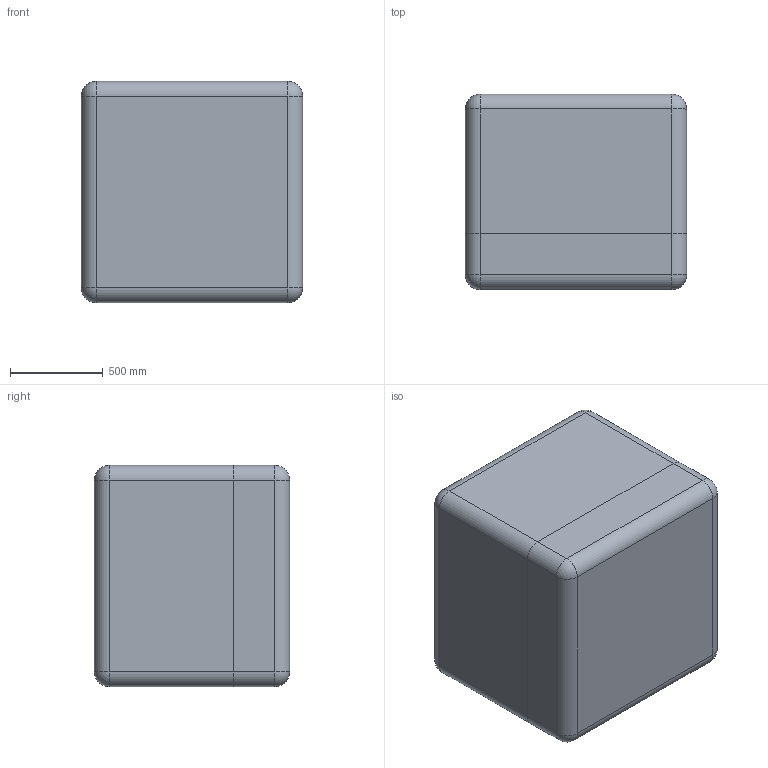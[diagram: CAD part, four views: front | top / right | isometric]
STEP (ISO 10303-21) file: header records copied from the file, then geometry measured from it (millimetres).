
FILE_DESCRIPTION (( 'STEP AP214' ), '1' );
FILE_NAME ('Êîíòåéíåð ÀÄÌÈÐÀË®ÏÐÎÔÅÑÑÈÎÍÀËÜÍÛÅ 271_óïðîùåííàÿ 3D-ìîäåëü.STEP', '2025-09-15T09:35:58', ( '' ), ( '' ), 'SwSTEP 2.0', 'SolidWorks 2021', '' );
FILE_SCHEMA (( 'AUTOMOTIVE_DESIGN' ));
Length unit declared in the file: millimetre
Products named in the file (3): Êîíòåéíåð ÀÄÌÈÐÀË®ÏÐÎÔÅÑÑÈÎÍÀËÜÍÛÅ 271_óïðîùåííàÿ 3D-ìîäåëü; Base_271(óïð); Lid_271(Óïð)
Assembly tree (2 placements, depth 2):
  Êîíòåéíåð ÀÄÌÈÐÀË®ÏÐÎÔÅÑÑÈÎÍÀËÜÍÛÅ 271_óïðîùåííàÿ 3D-ìîäåëü
    Base_271(óïð)
    Lid_271(Óïð)
Bounding box: 1195.81 x 1054.86 x 1195.81 mm (x, y, z)
Volume: 460409261.4 mm3; surface area: 16117563.6 mm2
Topology: 2 solids, 15 shells, 2663 faces, 6490 edges, 3752 vertices
Faces by surface type: cylinder 952, bspline 692, plane 551, torus 388, sphere 48, cone 32
Entity records: 132815 total; most frequent: CARTESIAN_POINT 76274, ORIENTED_EDGE 12644, DIRECTION 10939, EDGE_CURVE 6322, AXIS2_PLACEMENT_3D 4373, VERTEX_POINT 3752, EDGE_LOOP 2726, ADVANCED_FACE 2663
